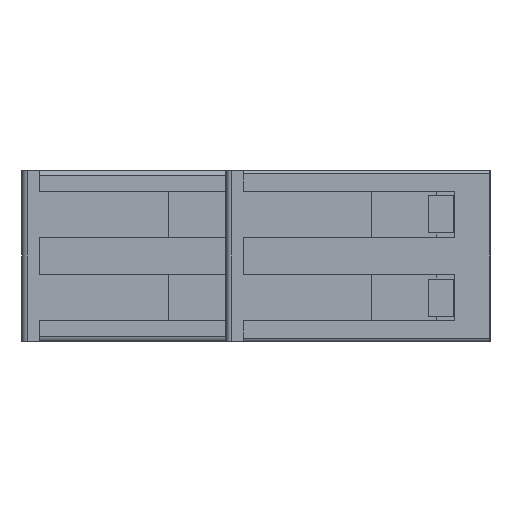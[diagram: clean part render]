
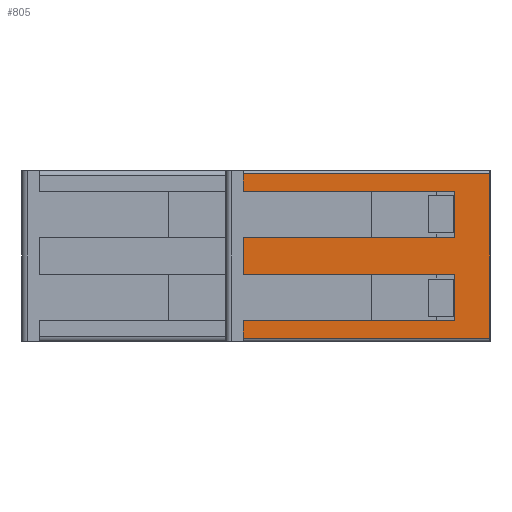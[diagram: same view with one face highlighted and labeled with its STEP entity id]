
A CAD part, left-side view. The second image highlights one B-rep face of the part: STEP entity #805.
In plain terms, the highlighted planar face has unit normal (-1, 0, 0).
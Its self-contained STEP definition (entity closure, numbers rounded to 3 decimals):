
#805=ADVANCED_FACE('',(#2563),#1759,.T.);
#1759=PLANE('',#19327);
#2563=FACE_OUTER_BOUND('',#3444,.T.);
#3444=EDGE_LOOP('',(#5495,#5496,#5497,#5498,#5499,#5500,#5501,#5502,#5503,
#5504,#5505,#5506));
#5495=ORIENTED_EDGE('',*,*,#12538,.T.);
#5496=ORIENTED_EDGE('',*,*,#12541,.T.);
#5497=ORIENTED_EDGE('',*,*,#12183,.F.);
#5498=ORIENTED_EDGE('',*,*,#12542,.T.);
#5499=ORIENTED_EDGE('',*,*,#12531,.T.);
#5500=ORIENTED_EDGE('',*,*,#12368,.T.);
#5501=ORIENTED_EDGE('',*,*,#12432,.F.);
#5502=ORIENTED_EDGE('',*,*,#12380,.T.);
#5503=ORIENTED_EDGE('',*,*,#12530,.T.);
#5504=ORIENTED_EDGE('',*,*,#12448,.T.);
#5505=ORIENTED_EDGE('',*,*,#12525,.F.);
#5506=ORIENTED_EDGE('',*,*,#12440,.T.);
#10303=VERTEX_POINT('',#26411);
#10304=VERTEX_POINT('',#26413);
#10464=VERTEX_POINT('',#26782);
#10465=VERTEX_POINT('',#26784);
#10473=VERTEX_POINT('',#26804);
#10474=VERTEX_POINT('',#26806);
#10511=VERTEX_POINT('',#26917);
#10512=VERTEX_POINT('',#26919);
#10518=VERTEX_POINT('',#26933);
#10519=VERTEX_POINT('',#26935);
#10572=VERTEX_POINT('',#27090);
#10576=VERTEX_POINT('',#27101);
#12183=EDGE_CURVE('',#10303,#10304,#14865,.T.);
#12368=EDGE_CURVE('',#10465,#10464,#15022,.T.);
#12380=EDGE_CURVE('',#10474,#10473,#15034,.T.);
#12432=EDGE_CURVE('',#10474,#10464,#15086,.T.);
#12440=EDGE_CURVE('',#10512,#10511,#15094,.T.);
#12448=EDGE_CURVE('',#10519,#10518,#15102,.T.);
#12525=EDGE_CURVE('',#10512,#10518,#15179,.T.);
#12530=EDGE_CURVE('',#10473,#10519,#15182,.T.);
#12531=EDGE_CURVE('',#10572,#10465,#15183,.T.);
#12538=EDGE_CURVE('',#10511,#10576,#15187,.T.);
#12541=EDGE_CURVE('',#10576,#10304,#15189,.T.);
#12542=EDGE_CURVE('',#10303,#10572,#15190,.T.);
#14865=LINE('',#26412,#17285);
#15022=LINE('',#26783,#17442);
#15034=LINE('',#26805,#17454);
#15086=LINE('',#26903,#17506);
#15094=LINE('',#26918,#17514);
#15102=LINE('',#26934,#17522);
#15179=LINE('',#27079,#17599);
#15182=LINE('',#27087,#17602);
#15183=LINE('',#27089,#17603);
#15187=LINE('',#27102,#17607);
#15189=LINE('',#27107,#17609);
#15190=LINE('',#27108,#17610);
#17285=VECTOR('',#21101,1.);
#17442=VECTOR('',#21364,1.);
#17454=VECTOR('',#21378,1.);
#17506=VECTOR('',#21458,1.);
#17514=VECTOR('',#21468,1.);
#17522=VECTOR('',#21478,1.);
#17599=VECTOR('',#21589,1.);
#17602=VECTOR('',#21598,1.);
#17603=VECTOR('',#21601,1.);
#17607=VECTOR('',#21613,1.);
#17609=VECTOR('',#21619,1.);
#17610=VECTOR('',#21620,1.);
#19327=AXIS2_PLACEMENT_3D('',#27109,#21621,#21622);
#21101=DIRECTION('',(0.,0.,-1.));
#21364=DIRECTION('',(0.,-1.,0.));
#21378=DIRECTION('',(0.,1.,0.));
#21458=DIRECTION('',(0.,0.,1.));
#21468=DIRECTION('',(0.,1.,0.));
#21478=DIRECTION('',(0.,-1.,0.));
#21589=DIRECTION('',(0.,0.,1.));
#21598=DIRECTION('',(0.,0.,-1.));
#21601=DIRECTION('',(0.,0.,-1.));
#21613=DIRECTION('',(0.,0.,-1.));
#21619=DIRECTION('',(0.,-1.,0.));
#21620=DIRECTION('',(0.,1.,0.));
#21621=DIRECTION('',(-1.,0.,0.));
#21622=DIRECTION('',(0.,0.,1.));
#26411=CARTESIAN_POINT('',(-48.67,-59.2,15.3));
#26412=CARTESIAN_POINT('',(-48.67,-59.2,15.6));
#26413=CARTESIAN_POINT('',(-48.67,-59.2,0.3));
#26782=CARTESIAN_POINT('',(-48.67,-56.,13.7));
#26783=CARTESIAN_POINT('',(-48.67,-59.2,13.7));
#26784=CARTESIAN_POINT('',(-48.67,-36.7,13.7));
#26804=CARTESIAN_POINT('',(-48.67,-36.7,9.5));
#26805=CARTESIAN_POINT('',(-48.67,-59.2,9.5));
#26806=CARTESIAN_POINT('',(-48.67,-56.,9.5));
#26903=CARTESIAN_POINT('',(-48.67,-56.,15.6));
#26917=CARTESIAN_POINT('',(-48.67,-36.7,1.9));
#26918=CARTESIAN_POINT('',(-48.67,-59.2,1.9));
#26919=CARTESIAN_POINT('',(-48.67,-56.,1.9));
#26933=CARTESIAN_POINT('',(-48.67,-56.,6.1));
#26934=CARTESIAN_POINT('',(-48.67,-59.2,6.1));
#26935=CARTESIAN_POINT('',(-48.67,-36.7,6.1));
#27079=CARTESIAN_POINT('',(-48.67,-56.,15.6));
#27087=CARTESIAN_POINT('',(-48.67,-36.7,15.6));
#27089=CARTESIAN_POINT('',(-48.67,-36.7,15.6));
#27090=CARTESIAN_POINT('',(-48.67,-36.7,15.3));
#27101=CARTESIAN_POINT('',(-48.67,-36.7,0.3));
#27102=CARTESIAN_POINT('',(-48.67,-36.7,15.6));
#27107=CARTESIAN_POINT('',(-48.67,-59.2,0.3));
#27108=CARTESIAN_POINT('',(-48.67,-36.7,15.3));
#27109=CARTESIAN_POINT('',(-48.67,-59.2,15.6));
